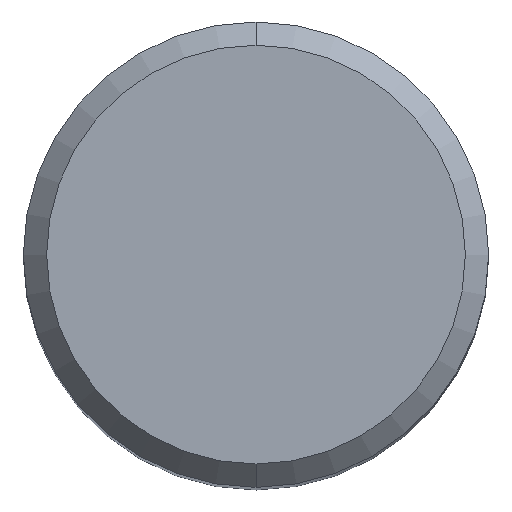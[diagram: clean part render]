
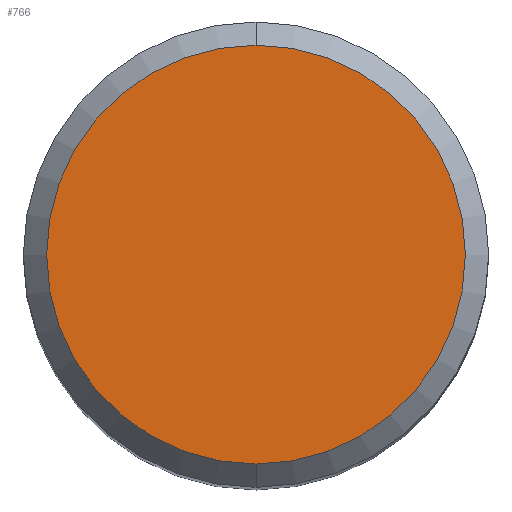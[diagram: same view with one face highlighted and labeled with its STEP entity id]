
A CAD part, top view. The second image highlights one B-rep face of the part: STEP entity #766.
In plain terms, the highlighted planar face has unit normal (0, 0, 1).
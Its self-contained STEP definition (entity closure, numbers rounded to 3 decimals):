
#480=VERTEX_POINT('',#1059);
#530=VERTEX_POINT('',#1114);
#766=ADVANCED_FACE('',(#1371),#1372,.T.);
#820=EDGE_CURVE('',#530,#480,#1433,.T.);
#824=EDGE_CURVE('',#480,#530,#1437,.T.);
#1059=CARTESIAN_POINT('',(0.0,9.0,0.0));
#1114=CARTESIAN_POINT('',(0.,-9.0,0.0));
#1371=FACE_OUTER_BOUND('',#7321,.T.);
#1372=PLANE('',#7322);
#1433=CIRCLE('',#7570,9.0);
#1437=CIRCLE('',#7575,9.0);
#7321=EDGE_LOOP('',(#8302,#8303));
#7322=AXIS2_PLACEMENT_3D('',#8304,#8305,#8306);
#7570=AXIS2_PLACEMENT_3D('',#8377,#8378,#8379);
#7575=AXIS2_PLACEMENT_3D('',#8380,#8381,#8382);
#8302=ORIENTED_EDGE('',*,*,#824,.F.);
#8303=ORIENTED_EDGE('',*,*,#820,.F.);
#8304=CARTESIAN_POINT('',(0.0,4.5,0.0));
#8305=DIRECTION('',(-0.0,0.0,1.0));
#8306=DIRECTION('',(0.0,-1.0,0.0));
#8377=CARTESIAN_POINT('',(0.0,0.0,0.0));
#8378=DIRECTION('',(0.0,0.0,-1.0));
#8379=DIRECTION('',(0.0,1.0,0.0));
#8380=CARTESIAN_POINT('',(0.0,0.0,0.0));
#8381=DIRECTION('',(0.0,0.0,-1.0));
#8382=DIRECTION('',(0.0,1.0,0.0));
